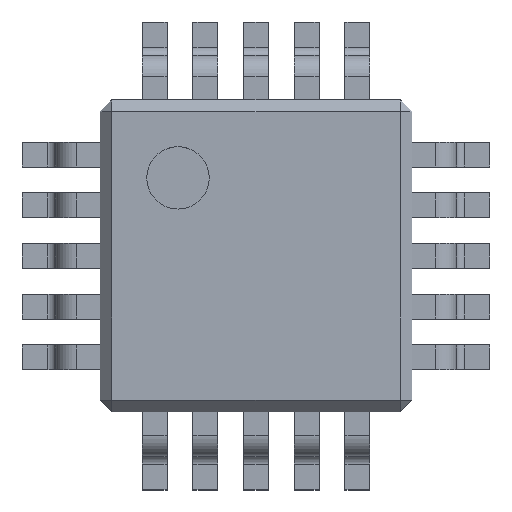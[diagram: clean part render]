
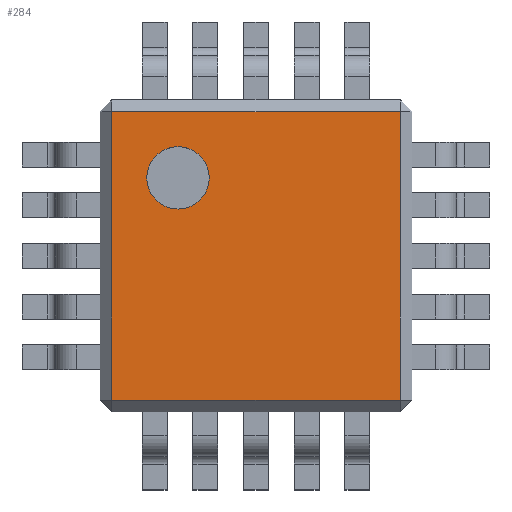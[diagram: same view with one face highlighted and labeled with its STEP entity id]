
A CAD part, top view. The second image highlights one B-rep face of the part: STEP entity #284.
In plain terms, the highlighted planar face has unit normal (0, 0, 1).
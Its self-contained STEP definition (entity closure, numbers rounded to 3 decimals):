
#13=DIRECTION('',(0.,0.,1.));
#14=DIRECTION('',(1.,0.,0.));
#84=VECTOR('',#85,1.);
#85=DIRECTION('',(0.,1.,0.));
#157=VERTEX_POINT('',#158);
#158=CARTESIAN_POINT('',(-1.85,-1.85,1.));
#166=VERTEX_POINT('',#167);
#167=CARTESIAN_POINT('',(-1.85,1.85,1.));
#172=ORIENTED_EDGE('',*,*,#173,.F.);
#173=EDGE_CURVE('',#157,#166,#174,.T.);
#174=LINE('',#175,#84);
#175=CARTESIAN_POINT('',(-1.85,-2.,1.));
#242=VECTOR('',#14,1.);
#284=ADVANCED_FACE('',(#285,#303),#312,.T.);
#285=FACE_BOUND('',#286,.T.);
#286=EDGE_LOOP('',(#172,#287,#293,#299));
#287=ORIENTED_EDGE('',*,*,#288,.T.);
#288=EDGE_CURVE('',#157,#289,#291,.T.);
#289=VERTEX_POINT('',#290);
#290=CARTESIAN_POINT('',(1.85,-1.85,1.));
#291=LINE('',#292,#242);
#292=CARTESIAN_POINT('',(-2.,-1.85,1.));
#293=ORIENTED_EDGE('',*,*,#294,.T.);
#294=EDGE_CURVE('',#289,#295,#297,.T.);
#295=VERTEX_POINT('',#296);
#296=CARTESIAN_POINT('',(1.85,1.85,1.));
#297=LINE('',#298,#84);
#298=CARTESIAN_POINT('',(1.85,-2.,1.));
#299=ORIENTED_EDGE('',*,*,#300,.F.);
#300=EDGE_CURVE('',#166,#295,#301,.T.);
#301=LINE('',#302,#242);
#302=CARTESIAN_POINT('',(-2.,1.85,1.));
#303=FACE_BOUND('',#304,.T.);
#304=EDGE_LOOP('',(#305));
#305=ORIENTED_EDGE('',*,*,#306,.F.);
#306=EDGE_CURVE('',#307,#307,#309,.T.);
#307=VERTEX_POINT('',#308);
#308=CARTESIAN_POINT('',(-0.6,1.,1.));
#309=CIRCLE('',#310,0.4);
#310=AXIS2_PLACEMENT_3D('',#311,#13,#14);
#311=CARTESIAN_POINT('',(-1.,1.,1.));
#312=PLANE('',#313);
#313=AXIS2_PLACEMENT_3D('',#314,#13,#14);
#314=CARTESIAN_POINT('',(-2.,-2.,1.));
